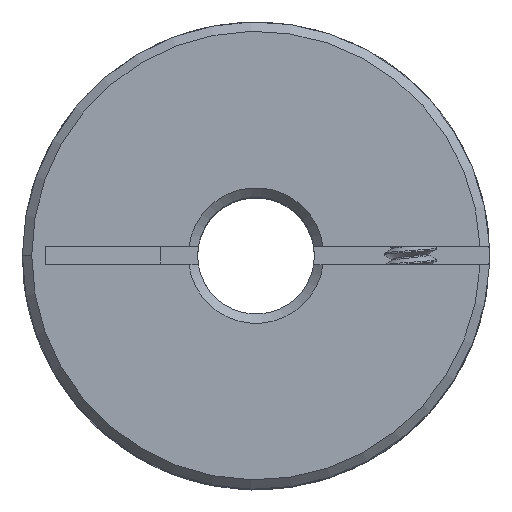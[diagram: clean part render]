
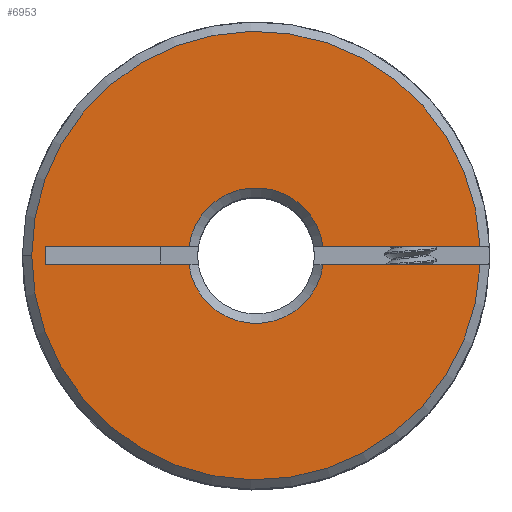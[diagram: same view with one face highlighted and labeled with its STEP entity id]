
A CAD part, top view. The second image highlights one B-rep face of the part: STEP entity #6953.
In plain terms, the highlighted planar face has unit normal (0, 0, 1).
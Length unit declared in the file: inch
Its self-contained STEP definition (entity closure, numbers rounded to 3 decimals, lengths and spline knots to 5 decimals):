
#389 = CARTESIAN_POINT ( 'NONE',  ( -0.45, -0.02, 0.5 ) ) ;
#676 = VERTEX_POINT ( 'NONE', #1830 ) ;
#829 = EDGE_CURVE ( 'NONE', #676, #3627, #5685, .T. ) ;
#849 = LINE ( 'NONE', #389, #5342 ) ;
#1138 = CIRCLE ( 'NONE', #9263, 0.145 ) ;
#1163 = EDGE_LOOP ( 'NONE', ( #4157, #9494, #9367, #3863, #6413, #3795, #6532, #4882, #3402 ) ) ;
#1274 = CARTESIAN_POINT ( 'NONE',  ( 0., 0., 0.5 ) ) ;
#1338 = CARTESIAN_POINT ( 'NONE',  ( -0.14361, -0.02, 0.5 ) ) ;
#1387 = VECTOR ( 'NONE', #8881, 39.37008 ) ;
#1564 = VERTEX_POINT ( 'NONE', #2429 ) ;
#1789 = DIRECTION ( 'NONE',  ( 1., 0., 0. ) ) ;
#1830 = CARTESIAN_POINT ( 'NONE',  ( 0.14361, -0.02, 0.5 ) ) ;
#1941 = LINE ( 'NONE', #9581, #7910 ) ;
#2028 = EDGE_CURVE ( 'NONE', #676, #4143, #1941, .T. ) ;
#2101 = CARTESIAN_POINT ( 'NONE',  ( -0.45, 0.02, 0.5 ) ) ;
#2159 = EDGE_CURVE ( 'NONE', #1564, #3620, #1138, .T. ) ;
#2429 = CARTESIAN_POINT ( 'NONE',  ( -0.14361, 0.02, 0.5 ) ) ;
#2469 = CIRCLE ( 'NONE', #3486, 0.48 ) ;
#2703 = CARTESIAN_POINT ( 'NONE',  ( -0.45, 0.02, 0.5 ) ) ;
#3230 = LINE ( 'NONE', #2101, #1387 ) ;
#3338 = FACE_OUTER_BOUND ( 'NONE', #1163, .T. ) ;
#3402 = ORIENTED_EDGE ( 'NONE', *, *, #2159, .T. ) ;
#3431 = CARTESIAN_POINT ( 'NONE',  ( 0., 0., 0.5 ) ) ;
#3486 = AXIS2_PLACEMENT_3D ( 'NONE', #7293, #9912, #9800 ) ;
#3550 = CARTESIAN_POINT ( 'NONE',  ( 0.47958, -0.02, 0.5 ) ) ;
#3620 = VERTEX_POINT ( 'NONE', #7327 ) ;
#3627 = VERTEX_POINT ( 'NONE', #1338 ) ;
#3648 = EDGE_CURVE ( 'NONE', #10263, #4143, #2469, .T. ) ;
#3795 = ORIENTED_EDGE ( 'NONE', *, *, #5743, .F. ) ;
#3863 = ORIENTED_EDGE ( 'NONE', *, *, #2028, .F. ) ;
#4143 = VERTEX_POINT ( 'NONE', #3550 ) ;
#4157 = ORIENTED_EDGE ( 'NONE', *, *, #4250, .F. ) ;
#4250 = EDGE_CURVE ( 'NONE', #10992, #3620, #10595, .T. ) ;
#4442 = CIRCLE ( 'NONE', #8812, 0.48 ) ;
#4477 = DIRECTION ( 'NONE',  ( 1., 0., 0. ) ) ;
#4677 = CARTESIAN_POINT ( 'NONE',  ( -0.45, 0.02, 0.5 ) ) ;
#4882 = ORIENTED_EDGE ( 'NONE', *, *, #5987, .F. ) ;
#4908 = CARTESIAN_POINT ( 'NONE',  ( 0., 0., 0.5 ) ) ;
#5342 = VECTOR ( 'NONE', #7909, 39.37008 ) ;
#5685 = CIRCLE ( 'NONE', #7832, 0.145 ) ;
#5743 = EDGE_CURVE ( 'NONE', #10199, #3627, #849, .T. ) ;
#5873 = DIRECTION ( 'NONE',  ( 1., 0., 0. ) ) ;
#5960 = DIRECTION ( 'NONE',  ( 0., 0., -1. ) ) ;
#5987 = EDGE_CURVE ( 'NONE', #1564, #8723, #9206, .T. ) ;
#6413 = ORIENTED_EDGE ( 'NONE', *, *, #829, .T. ) ;
#6532 = ORIENTED_EDGE ( 'NONE', *, *, #8999, .F. ) ;
#6953 = ADVANCED_FACE ( 'NONE', ( #3338 ), #9703, .T. ) ;
#6964 = DIRECTION ( 'NONE',  ( -1., 0., 0. ) ) ;
#7293 = CARTESIAN_POINT ( 'NONE',  ( 0., 0., 0.5 ) ) ;
#7327 = CARTESIAN_POINT ( 'NONE',  ( 0.14361, 0.02, 0.5 ) ) ;
#7458 = EDGE_CURVE ( 'NONE', #10992, #10263, #4442, .T. ) ;
#7751 = DIRECTION ( 'NONE',  ( 0., 0., 1. ) ) ;
#7791 = CARTESIAN_POINT ( 'NONE',  ( -0.48, 0., 0.5 ) ) ;
#7832 = AXIS2_PLACEMENT_3D ( 'NONE', #3431, #5960, #1789 ) ;
#7909 = DIRECTION ( 'NONE',  ( 1., 0., 0. ) ) ;
#7910 = VECTOR ( 'NONE', #4477, 39.37008 ) ;
#8021 = DIRECTION ( 'NONE',  ( 0., 0., 1. ) ) ;
#8033 = AXIS2_PLACEMENT_3D ( 'NONE', #1274, #8021, #10602 ) ;
#8297 = CARTESIAN_POINT ( 'NONE',  ( 0.47958, 0.02, 0.5 ) ) ;
#8307 = VECTOR ( 'NONE', #6964, 39.37008 ) ;
#8723 = VERTEX_POINT ( 'NONE', #9832 ) ;
#8812 = AXIS2_PLACEMENT_3D ( 'NONE', #10250, #7751, #10328 ) ;
#8881 = DIRECTION ( 'NONE',  ( 0., -1., 0. ) ) ;
#8999 = EDGE_CURVE ( 'NONE', #8723, #10199, #3230, .T. ) ;
#9001 = DIRECTION ( 'NONE',  ( -1., 0., 0. ) ) ;
#9206 = LINE ( 'NONE', #4677, #10286 ) ;
#9263 = AXIS2_PLACEMENT_3D ( 'NONE', #4908, #9976, #5873 ) ;
#9367 = ORIENTED_EDGE ( 'NONE', *, *, #3648, .T. ) ;
#9494 = ORIENTED_EDGE ( 'NONE', *, *, #7458, .T. ) ;
#9581 = CARTESIAN_POINT ( 'NONE',  ( -0.45, -0.02, 0.5 ) ) ;
#9703 = PLANE ( 'NONE',  #8033 ) ;
#9800 = DIRECTION ( 'NONE',  ( 1., 0., 0. ) ) ;
#9832 = CARTESIAN_POINT ( 'NONE',  ( -0.45, 0.02, 0.5 ) ) ;
#9912 = DIRECTION ( 'NONE',  ( 0., 0., 1. ) ) ;
#9976 = DIRECTION ( 'NONE',  ( 0., 0., -1. ) ) ;
#10199 = VERTEX_POINT ( 'NONE', #10656 ) ;
#10250 = CARTESIAN_POINT ( 'NONE',  ( 0., 0., 0.5 ) ) ;
#10263 = VERTEX_POINT ( 'NONE', #7791 ) ;
#10286 = VECTOR ( 'NONE', #9001, 39.37008 ) ;
#10328 = DIRECTION ( 'NONE',  ( 1., 0., 0. ) ) ;
#10595 = LINE ( 'NONE', #2703, #8307 ) ;
#10602 = DIRECTION ( 'NONE',  ( 1., 0., 0. ) ) ;
#10656 = CARTESIAN_POINT ( 'NONE',  ( -0.45, -0.02, 0.5 ) ) ;
#10992 = VERTEX_POINT ( 'NONE', #8297 ) ;
